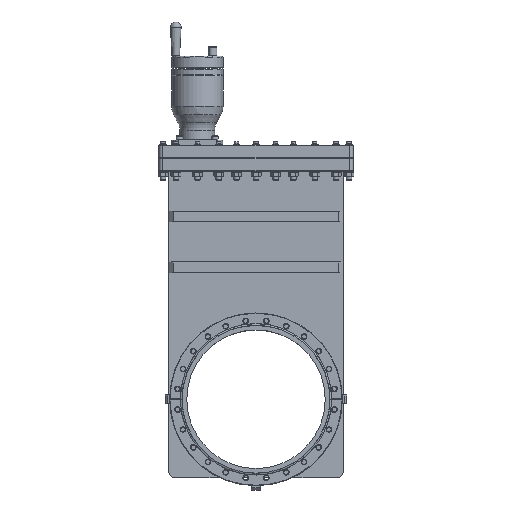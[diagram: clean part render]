
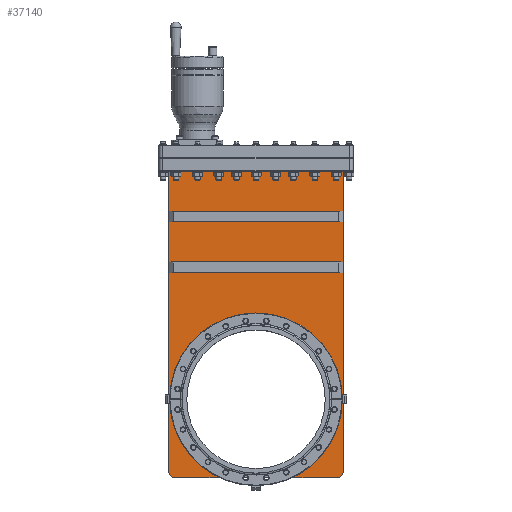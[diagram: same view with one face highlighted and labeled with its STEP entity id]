
A CAD part, top view. The second image highlights one B-rep face of the part: STEP entity #37140.
In plain terms, the highlighted planar face has unit normal (0, 0, 1).
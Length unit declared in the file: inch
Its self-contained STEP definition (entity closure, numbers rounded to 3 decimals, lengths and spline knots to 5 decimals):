
#8537=CARTESIAN_POINT('',(4.655,-4.155,0.7025));
#8538=DIRECTION('',(0.,0.,1.));
#8539=DIRECTION('',(0.,-1.,0.));
#8540=AXIS2_PLACEMENT_3D('',#8537,#8538,#8539);
#11194=DIRECTION('',(-1.,0.,0.));
#11195=VECTOR('',#11194,2.64512);
#11196=CARTESIAN_POINT('',(4.655,-4.54,0.7025));
#11197=LINE('',#11196,#11195);
#11198=CARTESIAN_POINT('',(0.,0.,0.7025));
#11199=DIRECTION('',(0.,0.,-1.));
#11200=DIRECTION('',(0.,1.,0.));
#11201=AXIS2_PLACEMENT_3D('',#11198,#11199,#11200);
#11203=CARTESIAN_POINT('',(0.,0.,0.7025));
#11204=DIRECTION('',(0.,0.,1.));
#11205=DIRECTION('',(0.,1.,0.));
#11206=AXIS2_PLACEMENT_3D('',#11203,#11204,#11205);
#11208=DIRECTION('',(-1.,0.,0.));
#11209=VECTOR('',#11208,2.64512);
#11210=CARTESIAN_POINT('',(-2.00988,-4.54,0.7025));
#11211=LINE('',#11210,#11209);
#11212=DIRECTION('',(0.,-1.,0.));
#11213=VECTOR('',#11212,17.34);
#11214=CARTESIAN_POINT('',(-5.04,13.185,0.7025));
#11215=LINE('',#11214,#11213);
#11216=DIRECTION('',(1.,0.,0.));
#11217=VECTOR('',#11216,10.08);
#11218=CARTESIAN_POINT('',(-5.04,13.185,0.7025));
#11219=LINE('',#11218,#11217);
#11220=DIRECTION('',(0.,1.,0.));
#11221=VECTOR('',#11220,17.34);
#11222=CARTESIAN_POINT('',(5.04,-4.155,0.7025));
#11223=LINE('',#11222,#11221);
#11224=DIRECTION('',(0.,-1.,0.));
#11225=VECTOR('',#11224,0.625);
#11226=CARTESIAN_POINT('',(-5.02,7.93,0.7025));
#11227=LINE('',#11226,#11225);
#11228=DIRECTION('',(1.,0.,0.));
#11229=VECTOR('',#11228,10.04);
#11230=CARTESIAN_POINT('',(-5.02,7.305,0.7025));
#11231=LINE('',#11230,#11229);
#11232=DIRECTION('',(0.,1.,0.));
#11233=VECTOR('',#11232,0.625);
#11234=CARTESIAN_POINT('',(5.02,7.305,0.7025));
#11235=LINE('',#11234,#11233);
#11236=DIRECTION('',(-1.,0.,0.));
#11237=VECTOR('',#11236,10.04);
#11238=CARTESIAN_POINT('',(5.02,7.93,0.7025));
#11239=LINE('',#11238,#11237);
#11240=DIRECTION('',(0.,-1.,0.));
#11241=VECTOR('',#11240,0.625);
#11242=CARTESIAN_POINT('',(-5.02,10.875,0.7025));
#11243=LINE('',#11242,#11241);
#11244=DIRECTION('',(1.,0.,0.));
#11245=VECTOR('',#11244,10.04);
#11246=CARTESIAN_POINT('',(-5.02,10.25,0.7025));
#11247=LINE('',#11246,#11245);
#11248=DIRECTION('',(0.,1.,0.));
#11249=VECTOR('',#11248,0.625);
#11250=CARTESIAN_POINT('',(5.02,10.25,0.7025));
#11251=LINE('',#11250,#11249);
#11252=DIRECTION('',(-1.,0.,0.));
#11253=VECTOR('',#11252,10.04);
#11254=CARTESIAN_POINT('',(5.02,10.875,0.7025));
#11255=LINE('',#11254,#11253);
#11283=CARTESIAN_POINT('',(-4.655,-4.155,0.7025));
#11284=DIRECTION('',(0.,0.,1.));
#11285=DIRECTION('',(-1.,0.,0.));
#11286=AXIS2_PLACEMENT_3D('',#11283,#11284,#11285);
#18511=CARTESIAN_POINT('',(-5.04,13.185,0.7025));
#18512=CARTESIAN_POINT('',(5.04,13.185,0.7025));
#18513=VERTEX_POINT('',#18511);
#18514=VERTEX_POINT('',#18512);
#18515=CARTESIAN_POINT('',(4.655,-4.54,0.7025));
#18516=CARTESIAN_POINT('',(5.04,-4.155,0.7025));
#18517=VERTEX_POINT('',#18515);
#18518=VERTEX_POINT('',#18516);
#18523=CARTESIAN_POINT('',(-5.04,-4.155,0.7025));
#18524=CARTESIAN_POINT('',(-4.655,-4.54,0.7025));
#18525=VERTEX_POINT('',#18523);
#18526=VERTEX_POINT('',#18524);
#19247=CARTESIAN_POINT('',(2.00988,-4.54,0.7025));
#19249=VERTEX_POINT('',#19247);
#19251=CARTESIAN_POINT('',(-2.00988,-4.54,0.7025));
#19252=VERTEX_POINT('',#19251);
#19291=CARTESIAN_POINT('',(0.,4.965,0.7025));
#19292=VERTEX_POINT('',#19291);
#22716=CARTESIAN_POINT('',(-5.02,7.93,0.7025));
#22717=CARTESIAN_POINT('',(-5.02,7.305,0.7025));
#22718=VERTEX_POINT('',#22716);
#22719=VERTEX_POINT('',#22717);
#22720=CARTESIAN_POINT('',(5.02,7.305,0.7025));
#22721=VERTEX_POINT('',#22720);
#22722=CARTESIAN_POINT('',(5.02,7.93,0.7025));
#22723=VERTEX_POINT('',#22722);
#22724=CARTESIAN_POINT('',(-5.02,10.875,0.7025));
#22725=CARTESIAN_POINT('',(-5.02,10.25,0.7025));
#22726=VERTEX_POINT('',#22724);
#22727=VERTEX_POINT('',#22725);
#22728=CARTESIAN_POINT('',(5.02,10.25,0.7025));
#22729=VERTEX_POINT('',#22728);
#22730=CARTESIAN_POINT('',(5.02,10.875,0.7025));
#22731=VERTEX_POINT('',#22730);
#37103=CARTESIAN_POINT('',(0.,0.,0.7025));
#37104=DIRECTION('',(0.,0.,1.));
#37105=DIRECTION('',(1.,0.,0.));
#37106=AXIS2_PLACEMENT_3D('',#37103,#37104,#37105);
#37107=PLANE('',#37106);
#37108=ORIENTED_EDGE('',*,*,#33191,.T.);
#37109=ORIENTED_EDGE('',*,*,#37081,.F.);
#37110=ORIENTED_EDGE('',*,*,#37092,.T.);
#37111=ORIENTED_EDGE('',*,*,#33179,.T.);
#37113=ORIENTED_EDGE('',*,*,#37112,.F.);
#37114=ORIENTED_EDGE('',*,*,#33101,.F.);
#37115=ORIENTED_EDGE('',*,*,#24450,.T.);
#37116=ORIENTED_EDGE('',*,*,#33248,.F.);
#37117=ORIENTED_EDGE('',*,*,#33220,.F.);
#37118=EDGE_LOOP('',(#37108,#37109,#37110,#37111,#37113,#37114,#37115,#37116,
#37117));
#37119=FACE_OUTER_BOUND('',#37118,.F.);
#37121=ORIENTED_EDGE('',*,*,#37120,.T.);
#37123=ORIENTED_EDGE('',*,*,#37122,.T.);
#37125=ORIENTED_EDGE('',*,*,#37124,.T.);
#37127=ORIENTED_EDGE('',*,*,#37126,.T.);
#37128=EDGE_LOOP('',(#37121,#37123,#37125,#37127));
#37129=FACE_BOUND('',#37128,.F.);
#37131=ORIENTED_EDGE('',*,*,#37130,.T.);
#37133=ORIENTED_EDGE('',*,*,#37132,.T.);
#37135=ORIENTED_EDGE('',*,*,#37134,.T.);
#37137=ORIENTED_EDGE('',*,*,#37136,.T.);
#37138=EDGE_LOOP('',(#37131,#37133,#37135,#37137));
#37139=FACE_BOUND('',#37138,.F.);
#37140=ADVANCED_FACE('',(#37119,#37129,#37139),#37107,.T.);
#8541=CIRCLE('',#8540,0.385);
#11202=CIRCLE('',#11201,4.965);
#11207=CIRCLE('',#11206,4.965);
#11287=CIRCLE('',#11286,0.385);
#24450=EDGE_CURVE('',#18513,#18514,#11219,.T.);
#33101=EDGE_CURVE('',#18513,#18525,#11215,.T.);
#33179=EDGE_CURVE('',#19252,#18526,#11211,.T.);
#33191=EDGE_CURVE('',#18517,#19249,#11197,.T.);
#33220=EDGE_CURVE('',#18517,#18518,#8541,.T.);
#33248=EDGE_CURVE('',#18518,#18514,#11223,.T.);
#37081=EDGE_CURVE('',#19292,#19249,#11202,.T.);
#37092=EDGE_CURVE('',#19292,#19252,#11207,.T.);
#37112=EDGE_CURVE('',#18525,#18526,#11287,.T.);
#37120=EDGE_CURVE('',#22718,#22719,#11227,.T.);
#37122=EDGE_CURVE('',#22719,#22721,#11231,.T.);
#37124=EDGE_CURVE('',#22721,#22723,#11235,.T.);
#37126=EDGE_CURVE('',#22723,#22718,#11239,.T.);
#37130=EDGE_CURVE('',#22726,#22727,#11243,.T.);
#37132=EDGE_CURVE('',#22727,#22729,#11247,.T.);
#37134=EDGE_CURVE('',#22729,#22731,#11251,.T.);
#37136=EDGE_CURVE('',#22731,#22726,#11255,.T.);
